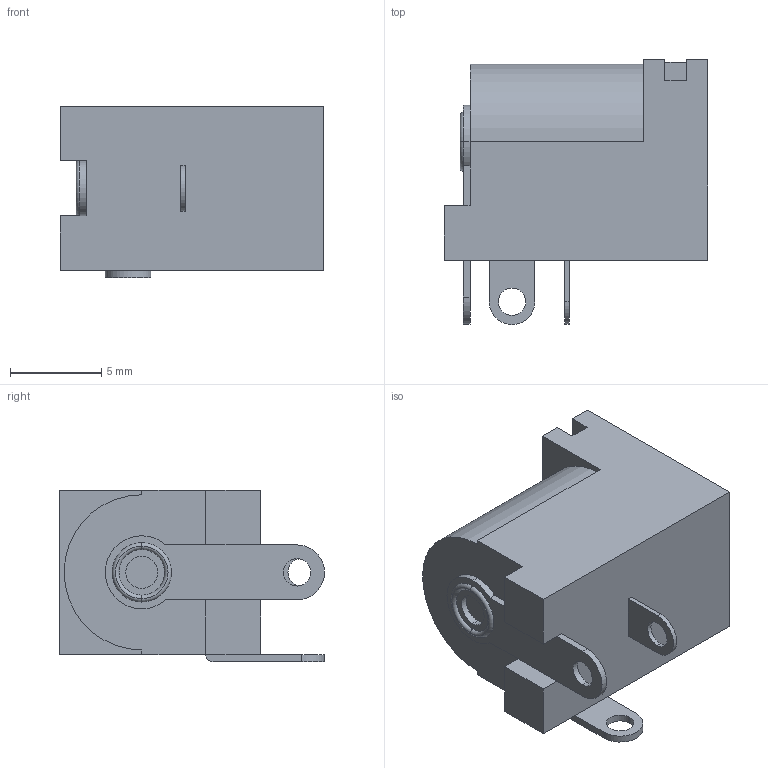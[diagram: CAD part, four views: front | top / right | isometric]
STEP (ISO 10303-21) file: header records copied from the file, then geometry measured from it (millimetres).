
FILE_DESCRIPTION (( 'STEP AP214' ), '1' );
FILE_NAME ('PJ-002AH.STEP', '2021-10-18T05:18:36', ( '' ), ( '' ), 'SwSTEP 2.0', 'SolidWorks 2018', '' );
FILE_SCHEMA (( 'AUTOMOTIVE_DESIGN' ));
Length unit declared in the file: millimetre
Products named in the file (2): PJ-002AH
Bounding box: 14.4 x 14.5 x 9.4 mm (x, y, z)
Volume: 896.1 mm3; surface area: 1131.3 mm2
Topology: 4 solids, 4 shells, 65 faces, 158 edges, 104 vertices
Faces by surface type: plane 39, cylinder 20, torus 6
Entity records: 2721 total; most frequent: DIRECTION 346, CARTESIAN_POINT 329, ORIENTED_EDGE 316, EDGE_CURVE 158, AXIS2_PLACEMENT_3D 121, VECTOR 104, VERTEX_POINT 104, LINE 104
